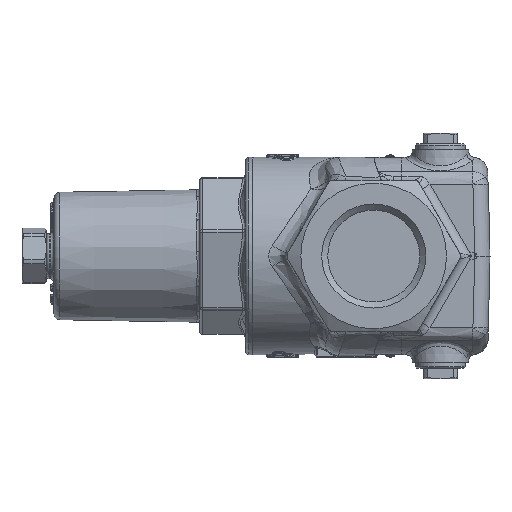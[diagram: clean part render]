
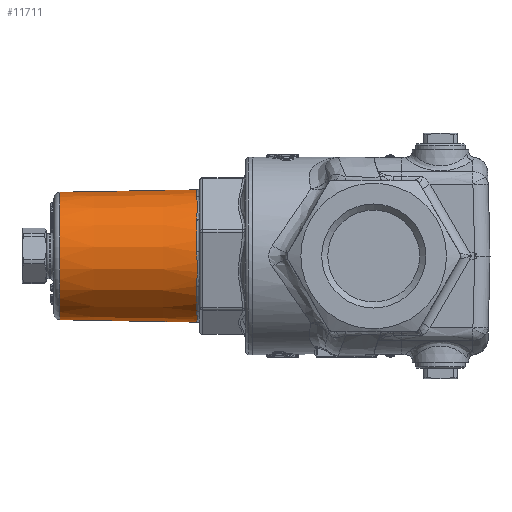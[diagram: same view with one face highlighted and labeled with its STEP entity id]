
A CAD part, left-side view. The second image highlights one B-rep face of the part: STEP entity #11711.
In plain terms, the highlighted conical face has half-angle 1 degrees and reference radius 21.55 mm.
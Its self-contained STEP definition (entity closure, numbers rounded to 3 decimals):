
#389=B_SPLINE_CURVE_WITH_KNOTS($,3,(#18324,#18325,#18326,#18327,#18328,
#18329),.UNSPECIFIED.,.F.,.F.,(4,1,1,4),(-3.142,-1.346,
0.449,3.142),.UNSPECIFIED.);
#391=B_SPLINE_CURVE_WITH_KNOTS($,3,(#18375,#18376,#18377,#18378,#18379,
#18380),.UNSPECIFIED.,.F.,.F.,(4,1,1,4),(-3.142,-1.346,
0.449,3.142),.UNSPECIFIED.);
#393=B_SPLINE_CURVE_WITH_KNOTS($,3,(#18426,#18427,#18428,#18429,#18430,
#18431),.UNSPECIFIED.,.F.,.F.,(4,1,1,4),(-3.142,-1.346,
0.449,3.142),.UNSPECIFIED.);
#395=B_SPLINE_CURVE_WITH_KNOTS($,3,(#18477,#18478,#18479,#18480,#18481,
#18482),.UNSPECIFIED.,.F.,.F.,(4,1,1,4),(-3.142,-1.346,
0.449,3.142),.UNSPECIFIED.);
#397=B_SPLINE_CURVE_WITH_KNOTS($,3,(#18528,#18529,#18530,#18531,#18532,
#18533),.UNSPECIFIED.,.F.,.F.,(4,1,1,4),(-3.142,-1.346,
0.449,3.142),.UNSPECIFIED.);
#399=B_SPLINE_CURVE_WITH_KNOTS($,3,(#18576,#18577,#18578,#18579,#18580,
#18581),.UNSPECIFIED.,.F.,.F.,(4,1,1,4),(-3.142,-1.346,
0.449,3.142),.UNSPECIFIED.);
#3065=FACE_BOUND($,#4019,.T.);
#3278=FACE_OUTER_BOUND($,#4018,.T.);
#4018=EDGE_LOOP($,(#8854));
#4019=EDGE_LOOP($,(#8855,#8856,#8857,#8858,#8859,#8860,#8861,#8862,#8863,
#8864,#8865,#8866));
#4654=CIRCLE($,#12450,21.821);
#4658=CIRCLE($,#12455,21.821);
#4662=CIRCLE($,#12460,21.821);
#4666=CIRCLE($,#12465,21.821);
#4670=CIRCLE($,#12470,21.821);
#4674=CIRCLE($,#12475,21.821);
#4681=CIRCLE($,#12491,21.034);
#5213=VERTEX_POINT($,#18283);
#5216=VERTEX_POINT($,#18288);
#5218=VERTEX_POINT($,#18322);
#5220=VERTEX_POINT($,#18339);
#5222=VERTEX_POINT($,#18373);
#5224=VERTEX_POINT($,#18390);
#5226=VERTEX_POINT($,#18424);
#5228=VERTEX_POINT($,#18441);
#5230=VERTEX_POINT($,#18475);
#5232=VERTEX_POINT($,#18492);
#5234=VERTEX_POINT($,#18526);
#5236=VERTEX_POINT($,#18543);
#5249=VERTEX_POINT($,#18629);
#6506=EDGE_CURVE($,#5216,#5213,#4654,.T.);
#6508=EDGE_CURVE($,#5218,#5216,#389,.T.);
#6512=EDGE_CURVE($,#5220,#5218,#4658,.T.);
#6514=EDGE_CURVE($,#5222,#5220,#391,.T.);
#6518=EDGE_CURVE($,#5224,#5222,#4662,.T.);
#6520=EDGE_CURVE($,#5226,#5224,#393,.T.);
#6524=EDGE_CURVE($,#5228,#5226,#4666,.T.);
#6526=EDGE_CURVE($,#5230,#5228,#395,.T.);
#6530=EDGE_CURVE($,#5232,#5230,#4670,.T.);
#6532=EDGE_CURVE($,#5234,#5232,#397,.T.);
#6536=EDGE_CURVE($,#5236,#5234,#4674,.T.);
#6537=EDGE_CURVE($,#5213,#5236,#399,.T.);
#6559=EDGE_CURVE($,#5249,#5249,#4681,.T.);
#8854=ORIENTED_EDGE($,*,*,#6559,.F.);
#8855=ORIENTED_EDGE($,*,*,#6506,.F.);
#8856=ORIENTED_EDGE($,*,*,#6508,.F.);
#8857=ORIENTED_EDGE($,*,*,#6512,.F.);
#8858=ORIENTED_EDGE($,*,*,#6514,.F.);
#8859=ORIENTED_EDGE($,*,*,#6518,.F.);
#8860=ORIENTED_EDGE($,*,*,#6520,.F.);
#8861=ORIENTED_EDGE($,*,*,#6524,.F.);
#8862=ORIENTED_EDGE($,*,*,#6526,.F.);
#8863=ORIENTED_EDGE($,*,*,#6530,.F.);
#8864=ORIENTED_EDGE($,*,*,#6532,.F.);
#8865=ORIENTED_EDGE($,*,*,#6536,.F.);
#8866=ORIENTED_EDGE($,*,*,#6537,.F.);
#11509=CONICAL_SURFACE($,#12490,21.55,1.);
#11711=ADVANCED_FACE($,(#3278,#3065),#11509,.T.);
#12450=AXIS2_PLACEMENT_3D($,#18290,#13547,#13548);
#12455=AXIS2_PLACEMENT_3D($,#18341,#13557,#13558);
#12460=AXIS2_PLACEMENT_3D($,#18392,#13567,#13568);
#12465=AXIS2_PLACEMENT_3D($,#18443,#13577,#13578);
#12470=AXIS2_PLACEMENT_3D($,#18494,#13587,#13588);
#12475=AXIS2_PLACEMENT_3D($,#18545,#13597,#13598);
#12490=AXIS2_PLACEMENT_3D($,#18628,#13641,#13642);
#12491=AXIS2_PLACEMENT_3D($,#18630,#13643,#13644);
#13547=DIRECTION('center_axis',(0.,-1.,0.));
#13548=DIRECTION('ref_axis',(0.314,0.,0.95));
#13557=DIRECTION('center_axis',(0.,-1.,0.));
#13558=DIRECTION('ref_axis',(0.314,0.,0.95));
#13567=DIRECTION('center_axis',(0.,-1.,0.));
#13568=DIRECTION('ref_axis',(0.314,0.,0.95));
#13577=DIRECTION('center_axis',(0.,-1.,0.));
#13578=DIRECTION('ref_axis',(0.314,0.,0.95));
#13587=DIRECTION('center_axis',(0.,-1.,0.));
#13588=DIRECTION('ref_axis',(0.314,0.,0.95));
#13597=DIRECTION('center_axis',(0.,-1.,0.));
#13598=DIRECTION('ref_axis',(0.314,0.,0.95));
#13641=DIRECTION('center_axis',(0.,-1.,0.));
#13642=DIRECTION('ref_axis',(0.314,0.,0.95));
#13643=DIRECTION('center_axis',(0.,1.,0.));
#13644=DIRECTION('ref_axis',(-0.314,0.,-0.95));
#18283=CARTESIAN_POINT('',(9.018,75.099,-24.041));
#18288=CARTESIAN_POINT('',(1.703,75.099,-15.836));
#18290=CARTESIAN_POINT('Origin',(21.124,75.099,-5.887));
#18322=CARTESIAN_POINT('',(-0.652,75.099,-4.48));
#18324=CARTESIAN_POINT('Ctrl Pts',(-0.652,75.099,
-4.48));
#18325=CARTESIAN_POINT('Ctrl Pts',(-0.724,75.099,
-5.596));
#18326=CARTESIAN_POINT('Ctrl Pts',(-0.698,74.964,
-7.837));
#18327=CARTESIAN_POINT('Ctrl Pts',(-0.051,74.866,
-11.711));
#18328=CARTESIAN_POINT('Ctrl Pts',(0.938,75.099,-14.342));
#18329=CARTESIAN_POINT('Ctrl Pts',(1.703,75.099,-15.836));
#18339=CARTESIAN_POINT('',(2.797,75.099,5.957));
#18341=CARTESIAN_POINT('Origin',(21.124,75.099,-5.887));
#18373=CARTESIAN_POINT('',(11.454,75.099,13.675));
#18375=CARTESIAN_POINT('Ctrl Pts',(11.454,75.099,13.675));
#18376=CARTESIAN_POINT('Ctrl Pts',(10.452,75.099,13.179));
#18377=CARTESIAN_POINT('Ctrl Pts',(8.524,74.964,12.037));
#18378=CARTESIAN_POINT('Ctrl Pts',(5.492,74.866,9.539));
#18379=CARTESIAN_POINT('Ctrl Pts',(3.708,75.099,7.367));
#18380=CARTESIAN_POINT('Ctrl Pts',(2.797,75.099,5.957));
#18390=CARTESIAN_POINT('',(22.218,75.099,15.907));
#18392=CARTESIAN_POINT('Origin',(21.124,75.099,-5.887));
#18424=CARTESIAN_POINT('',(33.23,75.099,12.268));
#18426=CARTESIAN_POINT('Ctrl Pts',(33.23,75.099,12.268));
#18427=CARTESIAN_POINT('Ctrl Pts',(32.299,75.099,12.889));
#18428=CARTESIAN_POINT('Ctrl Pts',(30.346,74.964,13.987));
#18429=CARTESIAN_POINT('Ctrl Pts',(26.667,74.866,15.364));
#18430=CARTESIAN_POINT('Ctrl Pts',(23.894,75.099,15.823));
#18431=CARTESIAN_POINT('Ctrl Pts',(22.218,75.099,15.907));
#18441=CARTESIAN_POINT('',(40.544,75.099,4.063));
#18443=CARTESIAN_POINT('Origin',(21.124,75.099,-5.887));
#18475=CARTESIAN_POINT('',(42.899,75.099,-7.293));
#18477=CARTESIAN_POINT('Ctrl Pts',(42.899,75.099,-7.293));
#18478=CARTESIAN_POINT('Ctrl Pts',(42.971,75.099,-6.177));
#18479=CARTESIAN_POINT('Ctrl Pts',(42.946,74.964,-3.937));
#18480=CARTESIAN_POINT('Ctrl Pts',(42.299,74.866,-0.062));
#18481=CARTESIAN_POINT('Ctrl Pts',(41.309,75.099,2.569));
#18482=CARTESIAN_POINT('Ctrl Pts',(40.544,75.099,4.063));
#18492=CARTESIAN_POINT('',(39.45,75.099,-17.731));
#18494=CARTESIAN_POINT('Origin',(21.124,75.099,-5.887));
#18526=CARTESIAN_POINT('',(30.793,75.099,-25.448));
#18528=CARTESIAN_POINT('Ctrl Pts',(30.793,75.099,-25.448));
#18529=CARTESIAN_POINT('Ctrl Pts',(31.796,75.099,-24.952));
#18530=CARTESIAN_POINT('Ctrl Pts',(33.724,74.964,-23.81));
#18531=CARTESIAN_POINT('Ctrl Pts',(36.755,74.866,-21.312));
#18532=CARTESIAN_POINT('Ctrl Pts',(38.54,75.099,-19.14));
#18533=CARTESIAN_POINT('Ctrl Pts',(39.45,75.099,-17.731));
#18543=CARTESIAN_POINT('',(20.03,75.099,-27.68));
#18545=CARTESIAN_POINT('Origin',(21.124,75.099,-5.887));
#18576=CARTESIAN_POINT('Ctrl Pts',(9.018,75.099,-24.041));
#18577=CARTESIAN_POINT('Ctrl Pts',(9.949,75.099,-24.662));
#18578=CARTESIAN_POINT('Ctrl Pts',(11.901,74.964,-25.76));
#18579=CARTESIAN_POINT('Ctrl Pts',(15.581,74.866,-27.137));
#18580=CARTESIAN_POINT('Ctrl Pts',(18.354,75.099,-27.596));
#18581=CARTESIAN_POINT('Ctrl Pts',(20.03,75.099,-27.68));
#18628=CARTESIAN_POINT('Origin',(21.124,90.617,-5.887));
#18629=CARTESIAN_POINT('',(27.723,120.186,14.085));
#18630=CARTESIAN_POINT('Origin',(21.124,120.186,-5.887));
